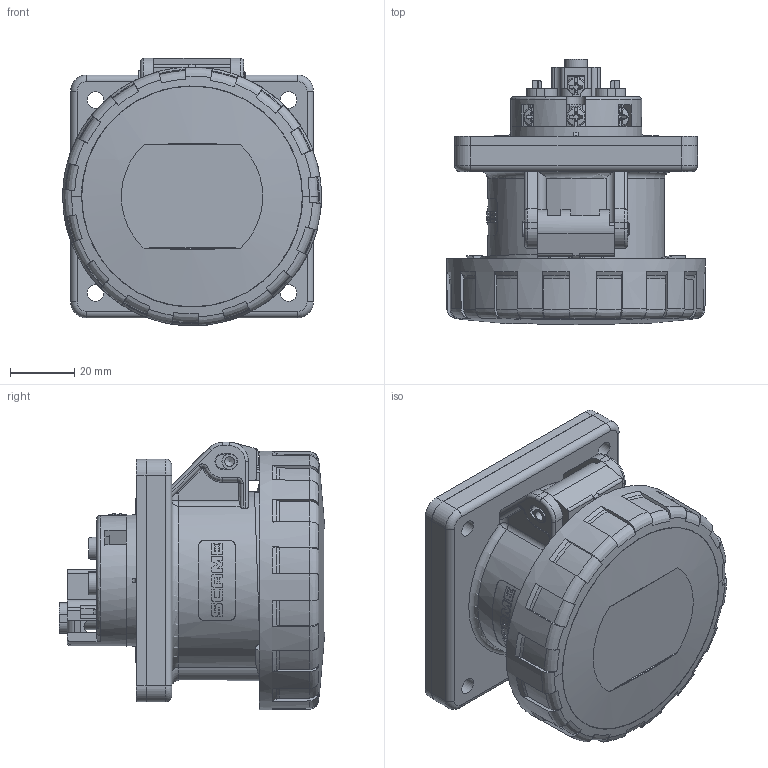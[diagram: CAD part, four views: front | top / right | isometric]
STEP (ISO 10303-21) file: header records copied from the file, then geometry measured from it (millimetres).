
FILE_DESCRIPTION(/* description */ (''),/* implementation_level */ '2;1');
FILE_NAME(/* name */ '4003637.stp',/* time_stamp */ '2019-03-01T11:45:29+01:00',/* author */ (''),/* organization */ (''),/* preprocessor_version */ 'ST-DEVELOPER v16.7',/* originating_system */ 'SIEMENS PLM Software NX 12.0',/* authorisation */ '');
FILE_SCHEMA (('AUTOMOTIVE_DESIGN { 1 0 10303 214 3 1 1 1 }'));
Length unit declared in the file: millimetre
Products named in the file (1): bsom23CC53FBp4zj
Bounding box: 80.46 x 82.54 x 83.21 mm (x, y, z)
Volume: 120507.9 mm3; surface area: 112803.1 mm2
Topology: 17 solids, 17 shells, 2181 faces, 5739 edges, 3611 vertices
Faces by surface type: plane 853, cylinder 661, bspline 280, cone 170, torus 153, sphere 62, revolution 2
Full cylindrical faces by diameter (mm): 1.875 x3, 2.5 x3, 2.7 x3, 3 x5, 3.5 x8, 3.6 x3, 3.7 x1, 4 x2, 4.3 x5, 4.4 x4, 5.2 x4, 5.4 x4, 6 x4, 7 x3, 7.1 x1, 9 x1, 39.8 x1, 40.8 x1, 45.4 x1, 49.4 x1, 68.6 x1, 68.7 x1, 74.1 x1
Entity records: 84231 total; most frequent: CARTESIAN_POINT 32858, ORIENTED_EDGE 10982, DIRECTION 10285, EDGE_CURVE 5491, AXIS2_PLACEMENT_3D 3930, VERTEX_POINT 3531, EDGE_LOOP 2430, LINE 2423
